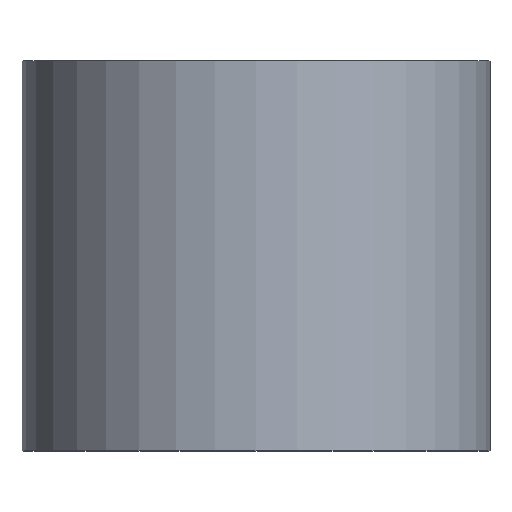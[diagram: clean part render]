
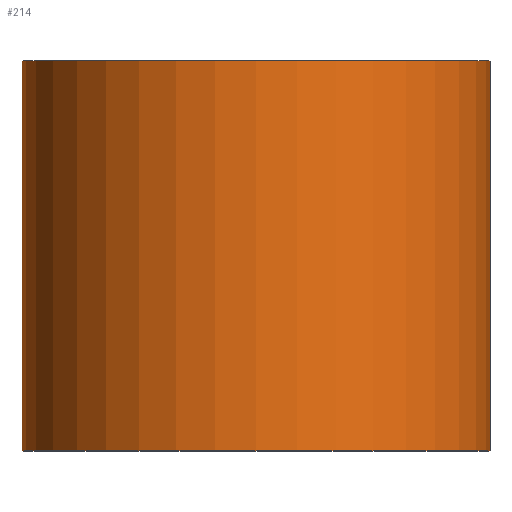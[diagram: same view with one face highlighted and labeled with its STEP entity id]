
A CAD part, top view. The second image highlights one B-rep face of the part: STEP entity #214.
In plain terms, the highlighted cylindrical face has radius 30 mm (diameter 60 mm), a partial arc.
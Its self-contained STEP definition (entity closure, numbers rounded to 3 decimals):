
#194=EDGE_CURVE('',#278,#394,#503,.T.);
#214=ADVANCED_FACE('',(#525),#526,.T.);
#232=EDGE_CURVE('',#426,#378,#545,.T.);
#272=EDGE_CURVE('',#278,#378,#594,.T.);
#278=VERTEX_POINT('',#600);
#378=VERTEX_POINT('',#716);
#384=EDGE_CURVE('',#426,#394,#722,.T.);
#394=VERTEX_POINT('',#734);
#426=VERTEX_POINT('',#769);
#503=CIRCLE('',#853,30.0);
#525=FACE_OUTER_BOUND('',#879,.T.);
#526=CYLINDRICAL_SURFACE('',#880,30.0);
#545=CIRCLE('',#906,30.0);
#594=LINE('',#964,#965);
#600=CARTESIAN_POINT('',(30.0,-50.0,0.));
#716=CARTESIAN_POINT('',(30.0,0.,0.));
#722=LINE('',#1132,#1133);
#734=CARTESIAN_POINT('',(-30.0,-50.0,0.0));
#769=CARTESIAN_POINT('',(-30.0,0.,0.0));
#853=AXIS2_PLACEMENT_3D('',#1261,#1262,#1263);
#879=EDGE_LOOP('',(#1286,#1287,#1288,#1289));
#880=AXIS2_PLACEMENT_3D('',#1290,#1291,#1292);
#906=AXIS2_PLACEMENT_3D('',#1309,#1310,#1311);
#964=CARTESIAN_POINT('',(30.0,-25.0,0.));
#965=VECTOR('',#1385,1.0);
#1132=CARTESIAN_POINT('',(-30.0,-25.0,0.));
#1133=VECTOR('',#1541,1.0);
#1261=CARTESIAN_POINT('',(0.,-50.0,0.0));
#1262=DIRECTION('',(0.,-1.0,0.0));
#1263=DIRECTION('',(-1.0,0.,0.0));
#1286=ORIENTED_EDGE('',*,*,#384,.T.);
#1287=ORIENTED_EDGE('',*,*,#194,.F.);
#1288=ORIENTED_EDGE('',*,*,#272,.T.);
#1289=ORIENTED_EDGE('',*,*,#232,.F.);
#1290=CARTESIAN_POINT('',(0.,-25.0,0.0));
#1291=DIRECTION('',(0.,1.0,-0.0));
#1292=DIRECTION('',(-1.0,0.,0.0));
#1309=CARTESIAN_POINT('',(0.0,0.0,0.0));
#1310=DIRECTION('',(0.,1.0,0.0));
#1311=DIRECTION('',(-1.0,0.,0.0));
#1385=DIRECTION('',(0.,1.0,-0.0));
#1541=DIRECTION('',(0.,-1.0,0.0));
